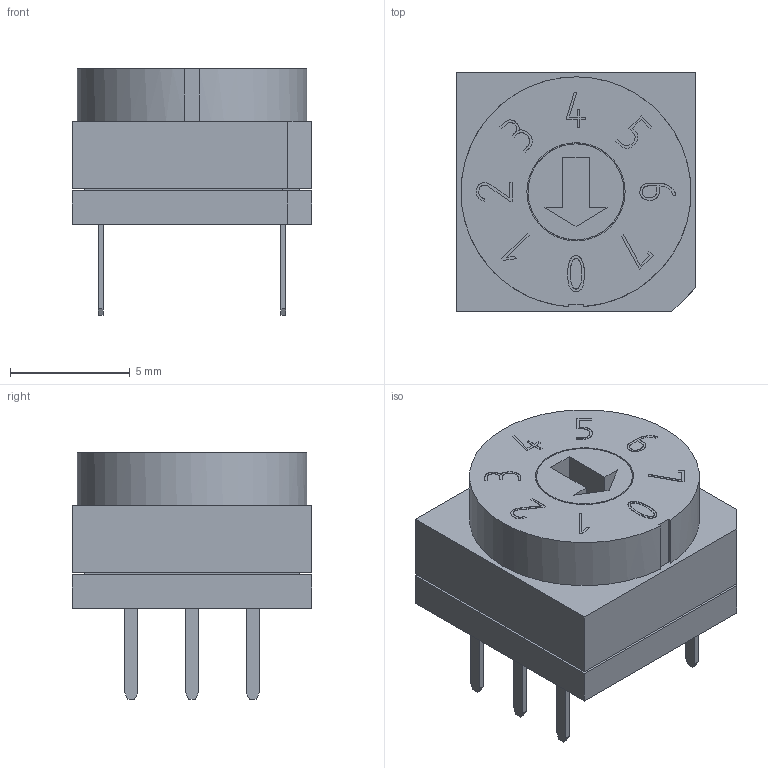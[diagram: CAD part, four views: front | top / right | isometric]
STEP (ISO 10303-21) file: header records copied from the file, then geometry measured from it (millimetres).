
FILE_DESCRIPTION(/* description */ (''),/* implementation_level */ '2;1');
FILE_NAME(/* name */ 'ROTARY~1',/* time_stamp */ '2016-12-26T10:20:59+01:00',/* author */ (''),/* organization */ (''),/* preprocessor_version */ 'ST-DEVELOPER v14',/* originating_system */ '',/* authorisation */ '');
FILE_SCHEMA (('AUTOMOTIVE_DESIGN'));
Length unit declared in the file: millimetre
Products named in the file (1): Document
Bounding box: 10 x 10 x 10.3 mm (x, y, z)
Surface area: 574.8 mm2 (no closed solid volume)
Topology: 0 solids, 105 shells, 156 faces, 679 edges, 625 vertices
Faces by surface type: plane 130, bspline 26
Entity records: 8716 total; most frequent: CARTESIAN_POINT 3861, ORIENTED_EDGE 796, EDGE_CURVE 679, B_SPLINE_CURVE_WITH_KNOTS 655, VERTEX_POINT 625, EDGE_LOOP 178, ADVANCED_FACE 156, FACE_OUTER_BOUND 156
